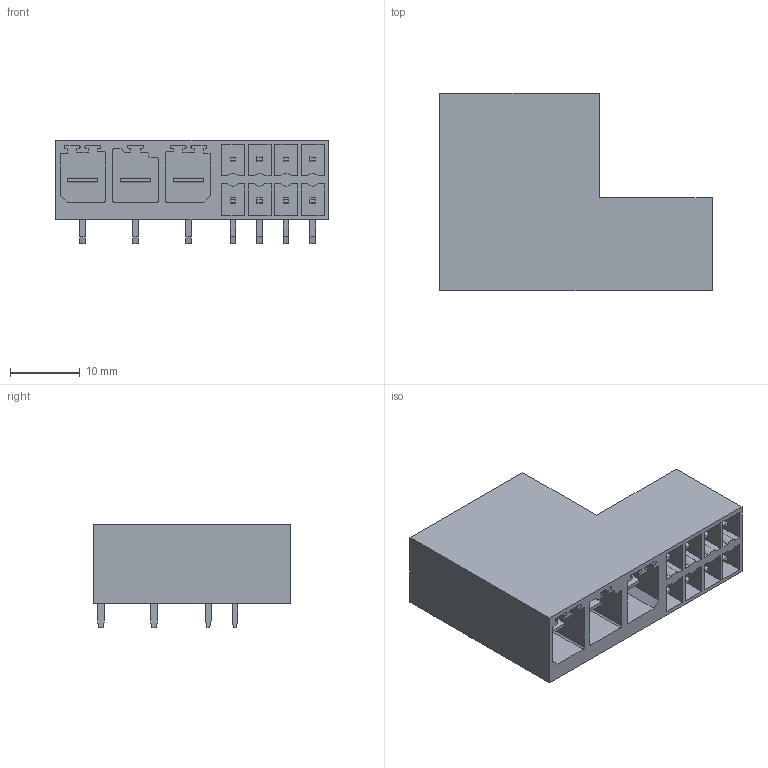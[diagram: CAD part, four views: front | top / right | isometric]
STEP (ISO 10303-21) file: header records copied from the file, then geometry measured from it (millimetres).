
FILE_DESCRIPTION(('CATIA V5 STEP Exchange','CAx-IF Rec.Pracs.--- Model Styling and Organization---1.2---2011-12-15'),'2;1');
FILE_NAME ('D1449495_0', '2018-11-28T05:34:49+00:00', ('none'), ('Weidmueller'), 'CATIA Version 5-6 Release 2014', 'CATIA V5 STEP AP214', 'none');
FILE_SCHEMA(('AUTOMOTIVE_DESIGN { 1 0 10303 214 1 1 1 1 }'));
Length unit declared in the file: millimetre
Products named in the file (1): 1157050000
Bounding box: 39.07 x 28.3 x 14.9 mm (x, y, z)
Volume: 6943.6 mm3; surface area: 7596.6 mm2
Topology: 12 solids, 12 shells, 441 faces, 1215 edges, 806 vertices
Faces by surface type: plane 397, cylinder 44
Entity records: 11654 total; most frequent: ORIENTED_EDGE 2430, CARTESIAN_POINT 1956, DIRECTION 1404, EDGE_CURVE 1086, VECTOR 1010, LINE 1010, VERTEX_POINT 710, EDGE_LOOP 477
